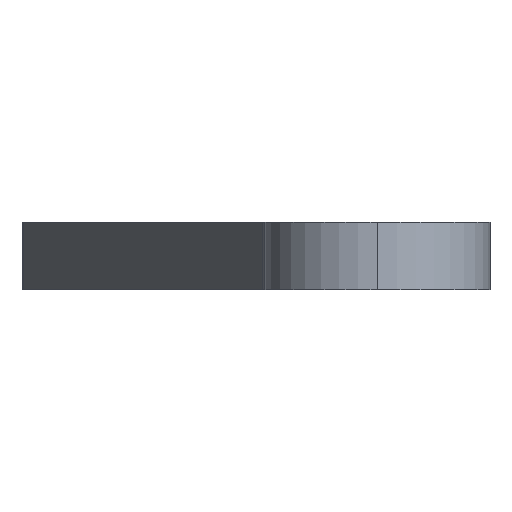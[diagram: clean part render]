
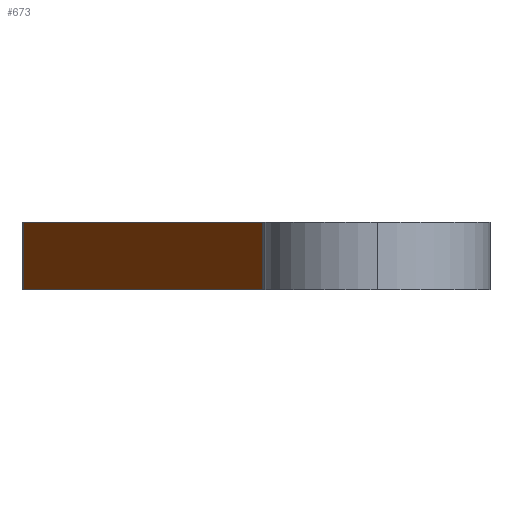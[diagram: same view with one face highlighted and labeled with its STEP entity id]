
A CAD part, left-side view. The second image highlights one B-rep face of the part: STEP entity #673.
In plain terms, the highlighted planar face has unit normal (-0.38, 0.925, 0).
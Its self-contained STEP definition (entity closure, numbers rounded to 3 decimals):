
#35 = LINE ( 'NONE', #487, #1219 ) ;
#73 = FACE_OUTER_BOUND ( 'NONE', #834, .T. ) ;
#76 = EDGE_CURVE ( 'NONE', #1048, #257, #1183, .T. ) ;
#84 = LINE ( 'NONE', #185, #378 ) ;
#122 = CARTESIAN_POINT ( 'NONE',  ( 1.141, -2.775, 0. ) ) ;
#123 = AXIS2_PLACEMENT_3D ( 'NONE', #910, #241, #440 ) ;
#185 = CARTESIAN_POINT ( 'NONE',  ( 20.233, 5.075, 3. ) ) ;
#213 = VERTEX_POINT ( 'NONE', #453 ) ;
#241 = DIRECTION ( 'NONE',  ( -0.38, 0.925, 0. ) ) ;
#249 = CARTESIAN_POINT ( 'NONE',  ( 46.008, 15.673, 0. ) ) ;
#257 = VERTEX_POINT ( 'NONE', #249 ) ;
#278 = VECTOR ( 'NONE', #1051, 1000. ) ;
#378 = VECTOR ( 'NONE', #1118, 1000. ) ;
#394 = VERTEX_POINT ( 'NONE', #580 ) ;
#411 = DIRECTION ( 'NONE',  ( 0.925, 0.38, 0. ) ) ;
#440 = DIRECTION ( 'NONE',  ( -0.925, -0.38, 0. ) ) ;
#453 = CARTESIAN_POINT ( 'NONE',  ( 46.008, 15.673, 3. ) ) ;
#487 = CARTESIAN_POINT ( 'NONE',  ( 46.008, 15.673, 3. ) ) ;
#506 = VECTOR ( 'NONE', #411, 1000. ) ;
#519 = ORIENTED_EDGE ( 'NONE', *, *, #76, .F. ) ;
#580 = CARTESIAN_POINT ( 'NONE',  ( 20.233, 5.075, 3. ) ) ;
#594 = ORIENTED_EDGE ( 'NONE', *, *, #1162, .T. ) ;
#663 = LINE ( 'NONE', #769, #278 ) ;
#673 = ADVANCED_FACE ( 'NONE', ( #73 ), #1098, .T. ) ;
#700 = EDGE_CURVE ( 'NONE', #1048, #394, #84, .T. ) ;
#709 = ORIENTED_EDGE ( 'NONE', *, *, #1184, .T. ) ;
#769 = CARTESIAN_POINT ( 'NONE',  ( 1.141, -2.775, 3. ) ) ;
#834 = EDGE_LOOP ( 'NONE', ( #709, #594, #519, #993 ) ) ;
#910 = CARTESIAN_POINT ( 'NONE',  ( 1.141, -2.775, 3. ) ) ;
#993 = ORIENTED_EDGE ( 'NONE', *, *, #700, .T. ) ;
#1026 = CARTESIAN_POINT ( 'NONE',  ( 20.233, 5.075, 0. ) ) ;
#1048 = VERTEX_POINT ( 'NONE', #1026 ) ;
#1051 = DIRECTION ( 'NONE',  ( 0.925, 0.38, 0. ) ) ;
#1057 = DIRECTION ( 'NONE',  ( 0., 0., -1. ) ) ;
#1098 = PLANE ( 'NONE',  #123 ) ;
#1118 = DIRECTION ( 'NONE',  ( 0., 0., 1. ) ) ;
#1162 = EDGE_CURVE ( 'NONE', #213, #257, #35, .T. ) ;
#1183 = LINE ( 'NONE', #122, #506 ) ;
#1184 = EDGE_CURVE ( 'NONE', #394, #213, #663, .T. ) ;
#1219 = VECTOR ( 'NONE', #1057, 1000. ) ;
